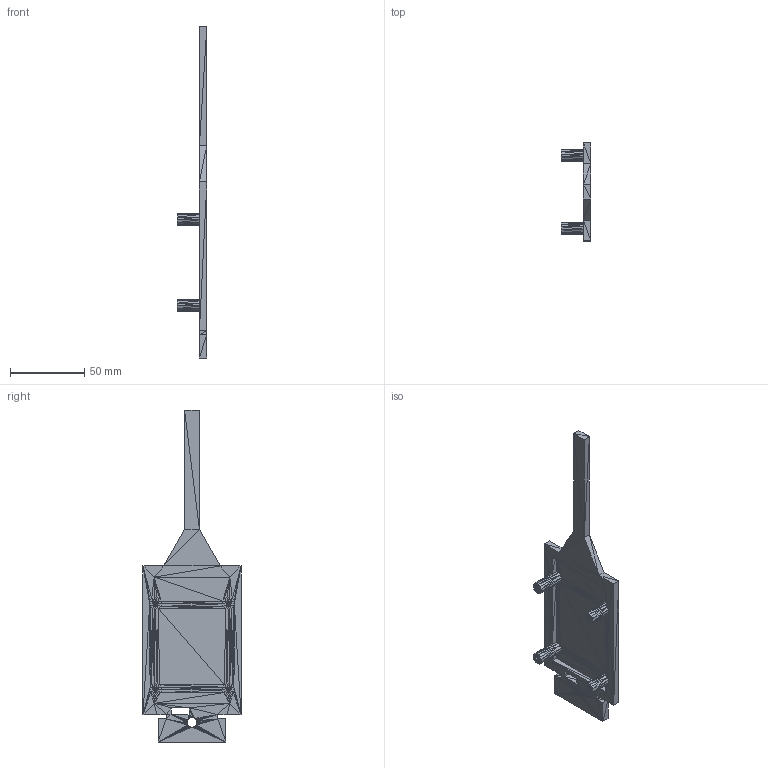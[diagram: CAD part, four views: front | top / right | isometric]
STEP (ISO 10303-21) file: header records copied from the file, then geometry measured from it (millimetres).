
FILE_DESCRIPTION(('FreeCAD Model'),'2;1');
FILE_NAME( 'wall.step', '2017-09-16T13:20:44',('Author'),(''), 'Open CASCADE STEP processor 6.8','FreeCAD','Unknown');
FILE_SCHEMA(('AUTOMOTIVE_DESIGN_CC2 { 1 2 10303 214 -1 1 5 4 }'));
Products named in the file (1): wall001_(Solid)
Bounding box: 20 x 66 x 223.5 mm (x, y, z)
Volume: 29131.5 mm3; surface area: 23959 mm2
Topology: 1 solids, 1 shells, 1404 faces, 2106 edges, 700 vertices
Faces by surface type: plane 1404
Entity records: 52675 total; most frequent: CARTESIAN_POINT 10529, DIRECTION 7022, ORIENTED_EDGE 4212, LINE 4212, VECTOR 4212, PCURVE 4212, DEFINITIONAL_REPRESENTATION 4212, EDGE_CURVE 2106
